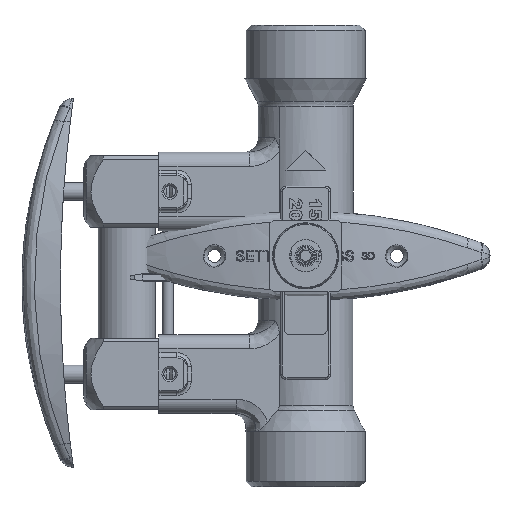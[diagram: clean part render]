
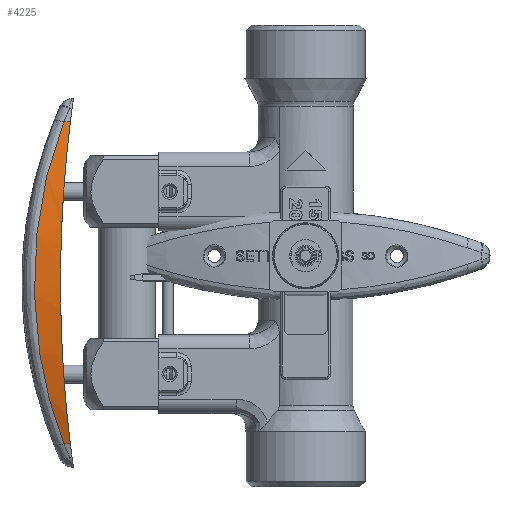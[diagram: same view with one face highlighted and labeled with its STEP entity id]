
A CAD part, top view. The second image highlights one B-rep face of the part: STEP entity #4225.
In plain terms, the highlighted cylindrical face has radius 140 mm (diameter 280 mm), a partial arc.
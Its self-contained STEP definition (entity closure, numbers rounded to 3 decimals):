
#4225 = ADVANCED_FACE( '', ( #7759 ), #7760, .T. );
#7759 = FACE_OUTER_BOUND( '', #10016, .T. );
#7760 = CYLINDRICAL_SURFACE( '', #10017, 140. );
#10016 = EDGE_LOOP( '', ( #14742, #14743, #14744, #14745 ) );
#10017 = AXIS2_PLACEMENT_3D( '', #14746, #14747, #14748 );
#14742 = ORIENTED_EDGE( '', *, *, #21058, .F. );
#14743 = ORIENTED_EDGE( '', *, *, #21055, .T. );
#14744 = ORIENTED_EDGE( '', *, *, #21059, .T. );
#14745 = ORIENTED_EDGE( '', *, *, #21060, .F. );
#14746 = CARTESIAN_POINT( '', ( 0., 127.5, 14.31 ) );
#14747 = DIRECTION( '', ( 0., 0., 1. ) );
#14748 = DIRECTION( '', ( -1., 0., 0. ) );
#21055 = EDGE_CURVE( '', #23477, #23489, #23491, .T. );
#21058 = EDGE_CURVE( '', #23477, #23495, #23496, .T. );
#21059 = EDGE_CURVE( '', #23489, #23497, #23498, .T. );
#21060 = EDGE_CURVE( '', #23495, #23497, #23499, .T. );
#23477 = VERTEX_POINT( '', #27674 );
#23489 = VERTEX_POINT( '', #27761 );
#23491 = B_SPLINE_CURVE_WITH_KNOTS( '', 3, ( #27763, #27764, #27765, #27766, #27767, #27768, #27769, #27770, #27771, #27772, #27773, #27774, #27775, #27776, #27777, #27778, #27779, #27780, #27781, #27782, #27783, #27784, #27785, #27786, #27787, #27788, #27789, #27790, #27791, #27792, #27793, #27794, #27795, #27796, #27797, #27798, #27799, #27800, #27801, #27802, #27803, #27804, #27805, #27806, #27807, #27808, #27809, #27810 ), .UNSPECIFIED., .F., .F., ( 4, 1, 1, 1, 1, 1, 1, 1, 1, 1, 1, 2, 2, 2, 1, 1, 1, 1, 1, 1, 1, 1, 1, 1, 1, 1, 2, 2, 2, 1, 1, 1, 1, 1, 1, 1, 1, 1, 1, 4 ), ( 0., 0.003, 0.006, 0.009, 0.012, 0.015, 0.017, 0.02, 0.023, 0.026, 0.029, 0.032, 0.033, 0.033, 0.033, 0.033, 0.035, 0.038, 0.041, 0.044, 0.046, 0.049, 0.052, 0.055, 0.058, 0.061, 0.064, 0.065, 0.066, 0.066, 0.067, 0.07, 0.073, 0.076, 0.078, 0.081, 0.084, 0.087, 0.09, 0.093 ), .UNSPECIFIED. );
#23495 = VERTEX_POINT( '', #27814 );
#23496 = LINE( '', #27815, #27816 );
#23497 = VERTEX_POINT( '', #27817 );
#23498 = LINE( '', #27818, #27819 );
#23499 = B_SPLINE_CURVE_WITH_KNOTS( '', 3, ( #27820, #27821, #27822, #27823, #27824, #27825, #27826, #27827, #27828, #27829, #27830, #27831, #27832, #27833, #27834, #27835 ), .UNSPECIFIED., .F., .F., ( 4, 2, 2, 2, 2, 2, 2, 4 ), ( 0., 0.023, 0.034, 0.04, 0.043, 0.046, 0.068, 0.091 ), .UNSPECIFIED. );
#27674 = CARTESIAN_POINT( '', ( 44.937, -5.092, 2.708 ) );
#27761 = CARTESIAN_POINT( '', ( -44.937, -5.092, 2.708 ) );
#27763 = CARTESIAN_POINT( '', ( 44.937, -5.092, 2.708 ) );
#27764 = CARTESIAN_POINT( '', ( 44.065, -5.388, 3.049 ) );
#27765 = CARTESIAN_POINT( '', ( 42.312, -5.962, 3.707 ) );
#27766 = CARTESIAN_POINT( '', ( 39.657, -6.775, 4.63 ) );
#27767 = CARTESIAN_POINT( '', ( 36.976, -7.538, 5.489 ) );
#27768 = CARTESIAN_POINT( '', ( 34.269, -8.251, 6.286 ) );
#27769 = CARTESIAN_POINT( '', ( 31.536, -8.912, 7.02 ) );
#27770 = CARTESIAN_POINT( '', ( 28.776, -9.52, 7.692 ) );
#27771 = CARTESIAN_POINT( '', ( 25.99, -10.076, 8.301 ) );
#27772 = CARTESIAN_POINT( '', ( 23.178, -10.578, 8.849 ) );
#27773 = CARTESIAN_POINT( '', ( 20.339, -11.025, 9.335 ) );
#27774 = CARTESIAN_POINT( '', ( 17.472, -11.416, 9.758 ) );
#27775 = CARTESIAN_POINT( '', ( 15.543, -11.638, 9.998 ) );
#27776 = CARTESIAN_POINT( '', ( 14.331, -11.765, 10.134 ) );
#27777 = CARTESIAN_POINT( '', ( 14.089, -11.79, 10.161 ) );
#27778 = CARTESIAN_POINT( '', ( 13.785, -11.82, 10.194 ) );
#27779 = CARTESIAN_POINT( '', ( 13.724, -11.826, 10.2 ) );
#27780 = CARTESIAN_POINT( '', ( 13.603, -11.838, 10.213 ) );
#27781 = CARTESIAN_POINT( '', ( 13.421, -11.855, 10.232 ) );
#27782 = CARTESIAN_POINT( '', ( 12.753, -11.919, 10.3 ) );
#27783 = CARTESIAN_POINT( '', ( 11.174, -12.059, 10.451 ) );
#27784 = CARTESIAN_POINT( '', ( 8.747, -12.237, 10.642 ) );
#27785 = CARTESIAN_POINT( '', ( 5.837, -12.388, 10.804 ) );
#27786 = CARTESIAN_POINT( '', ( 2.93, -12.479, 10.902 ) );
#27787 = CARTESIAN_POINT( '', ( 0.025, -12.51, 10.934 ) );
#27788 = CARTESIAN_POINT( '', ( -2.878, -12.48, 10.903 ) );
#27789 = CARTESIAN_POINT( '', ( -5.778, -12.391, 10.807 ) );
#27790 = CARTESIAN_POINT( '', ( -8.676, -12.241, 10.646 ) );
#27791 = CARTESIAN_POINT( '', ( -11.571, -12.031, 10.421 ) );
#27792 = CARTESIAN_POINT( '', ( -14.464, -11.761, 10.13 ) );
#27793 = CARTESIAN_POINT( '', ( -16.391, -11.541, 9.893 ) );
#27794 = CARTESIAN_POINT( '', ( -17.836, -11.36, 9.698 ) );
#27795 = CARTESIAN_POINT( '', ( -18.317, -11.297, 9.63 ) );
#27796 = CARTESIAN_POINT( '', ( -18.919, -11.216, 9.542 ) );
#27797 = CARTESIAN_POINT( '', ( -19.039, -11.199, 9.524 ) );
#27798 = CARTESIAN_POINT( '', ( -19.28, -11.166, 9.488 ) );
#27799 = CARTESIAN_POINT( '', ( -19.64, -11.116, 9.433 ) );
#27800 = CARTESIAN_POINT( '', ( -20.959, -10.927, 9.228 ) );
#27801 = CARTESIAN_POINT( '', ( -23.104, -10.59, 8.863 ) );
#27802 = CARTESIAN_POINT( '', ( -25.934, -10.087, 8.313 ) );
#27803 = CARTESIAN_POINT( '', ( -28.735, -9.529, 7.701 ) );
#27804 = CARTESIAN_POINT( '', ( -31.507, -8.918, 7.027 ) );
#27805 = CARTESIAN_POINT( '', ( -34.251, -8.255, 6.291 ) );
#27806 = CARTESIAN_POINT( '', ( -36.966, -7.541, 5.493 ) );
#27807 = CARTESIAN_POINT( '', ( -39.653, -6.777, 4.632 ) );
#27808 = CARTESIAN_POINT( '', ( -42.311, -5.963, 3.707 ) );
#27809 = CARTESIAN_POINT( '', ( -44.065, -5.388, 3.049 ) );
#27810 = CARTESIAN_POINT( '', ( -44.937, -5.092, 2.708 ) );
#27814 = CARTESIAN_POINT( '', ( 44.937, -5.092, 0.876 ) );
#27815 = CARTESIAN_POINT( '', ( 44.937, -5.092, 14.31 ) );
#27816 = VECTOR( '', #30354, 1000. );
#27817 = CARTESIAN_POINT( '', ( -44.937, -5.092, 0.876 ) );
#27818 = CARTESIAN_POINT( '', ( -44.937, -5.092, 14.31 ) );
#27819 = VECTOR( '', #30355, 1000. );
#27820 = CARTESIAN_POINT( '', ( 44.937, -5.092, 0.876 ) );
#27821 = CARTESIAN_POINT( '', ( 37.676, -7.553, 1.78 ) );
#27822 = CARTESIAN_POINT( '', ( 30.297, -9.393, 2.453 ) );
#27823 = CARTESIAN_POINT( '', ( 19.053, -11.249, 3.131 ) );
#27824 = CARTESIAN_POINT( '', ( 15.276, -11.716, 3.301 ) );
#27825 = CARTESIAN_POINT( '', ( 9.566, -12.186, 3.472 ) );
#27826 = CARTESIAN_POINT( '', ( 7.655, -12.304, 3.515 ) );
#27827 = CARTESIAN_POINT( '', ( 4.778, -12.422, 3.558 ) );
#27828 = CARTESIAN_POINT( '', ( 3.817, -12.451, 3.569 ) );
#27829 = CARTESIAN_POINT( '', ( 1.891, -12.491, 3.583 ) );
#27830 = CARTESIAN_POINT( '', ( 0.925, -12.5, 3.587 ) );
#27831 = CARTESIAN_POINT( '', ( -7.745, -12.498, 3.586 ) );
#27832 = CARTESIAN_POINT( '', ( -15.338, -11.864, 3.355 ) );
#27833 = CARTESIAN_POINT( '', ( -30.303, -9.391, 2.452 ) );
#27834 = CARTESIAN_POINT( '', ( -37.677, -7.553, 1.78 ) );
#27835 = CARTESIAN_POINT( '', ( -44.937, -5.092, 0.876 ) );
#30354 = DIRECTION( '', ( 0., 0., -1. ) );
#30355 = DIRECTION( '', ( 0., 0., -1. ) );
